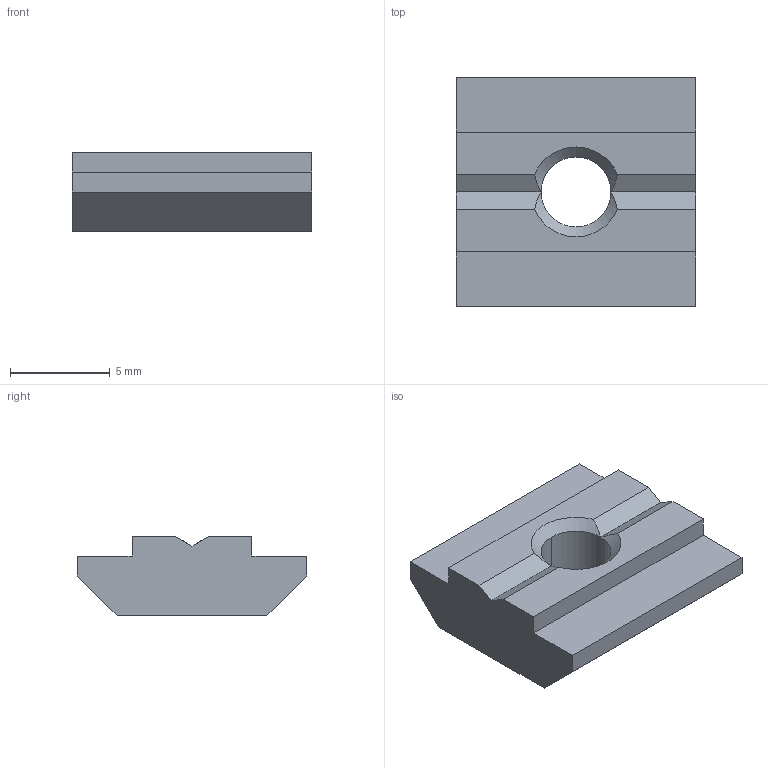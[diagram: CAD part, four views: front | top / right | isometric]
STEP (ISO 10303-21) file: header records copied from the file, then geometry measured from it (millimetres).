
FILE_DESCRIPTION(('STEP AP214'),'1');
FILE_NAME('cctmp_00074BAF-74AF-43FC-A44C-82AD6E034EF8_2021_09_03_15_52_07_0990..stp','2021-09-03T13:52:08',('Bosch Rexroth AG'),('CADClick - www.CADClick.com'),'Spatial InterOp 3D',' ','unknown authorization - (Healing Option Enabled)');
FILE_SCHEMA(('AUTOMOTIVE_DESIGN'));
Length unit declared in the file: millimetre
Products named in the file (1): 2021_09_03_15_52_07_0990
Bounding box: 12 x 11.5 x 4 mm (x, y, z)
Volume: 393.1 mm3; surface area: 436.8 mm2
Topology: 1 solids, 1 shells, 23 faces, 63 edges, 41 vertices
Faces by surface type: plane 17, cone 4, cylinder 2
Entity records: 942 total; most frequent: CARTESIAN_POINT 128, DIRECTION 128, ORIENTED_EDGE 126, EDGE_CURVE 63, LINE 46, VECTOR 46, AXIS2_PLACEMENT_3D 41, VERTEX_POINT 41
